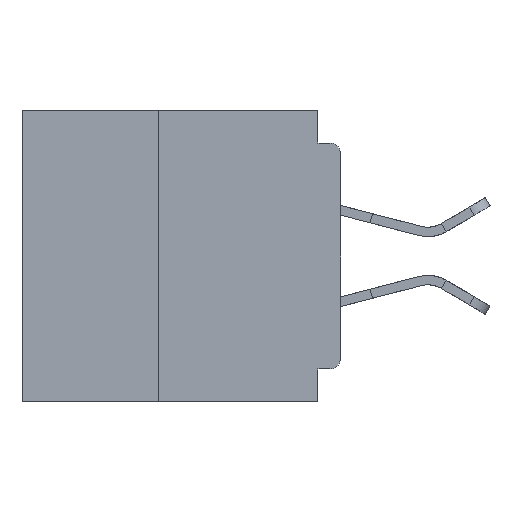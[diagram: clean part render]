
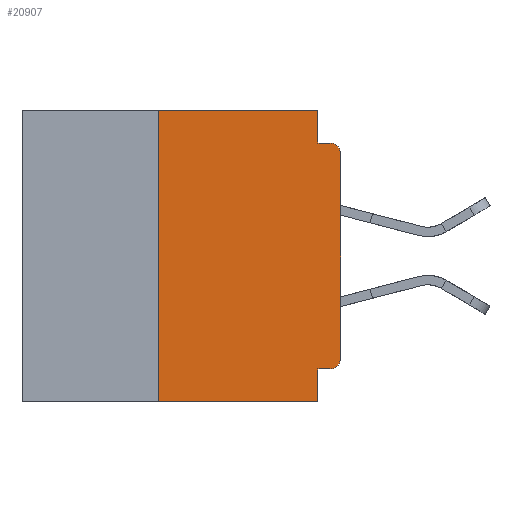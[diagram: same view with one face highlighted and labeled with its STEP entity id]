
A CAD part, left-side view. The second image highlights one B-rep face of the part: STEP entity #20907.
In plain terms, the highlighted planar face has unit normal (-1, 0, 0).
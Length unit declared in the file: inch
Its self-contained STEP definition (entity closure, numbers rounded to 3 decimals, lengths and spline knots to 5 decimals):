
#793 = VECTOR ( 'NONE', #12331, 39.37008 ) ;
#1107 = ORIENTED_EDGE ( 'NONE', *, *, #21883, .T. ) ;
#1290 = EDGE_CURVE ( 'NONE', #29505, #25494, #30910, .T. ) ;
#1759 = LINE ( 'NONE', #15365, #793 ) ;
#2253 = CARTESIAN_POINT ( 'NONE',  ( 0., 0.015, -0.06 ) ) ;
#2573 = CARTESIAN_POINT ( 'NONE',  ( 0., 0.015, -0.045 ) ) ;
#2858 = LINE ( 'NONE', #18254, #34524 ) ;
#4107 = ORIENTED_EDGE ( 'NONE', *, *, #20543, .F. ) ;
#4749 = EDGE_CURVE ( 'NONE', #19600, #7098, #28278, .T. ) ;
#4778 = PLANE ( 'NONE',  #6703 ) ;
#4785 = FACE_OUTER_BOUND ( 'NONE', #37257, .T. ) ;
#5026 = CARTESIAN_POINT ( 'NONE',  ( 0., 0.031, 0. ) ) ;
#5398 = DIRECTION ( 'NONE',  ( 0., 0., -1. ) ) ;
#5583 = EDGE_CURVE ( 'NONE', #18513, #16897, #23467, .T. ) ;
#6114 = CARTESIAN_POINT ( 'NONE',  ( 0., 0.031, -0.355 ) ) ;
#6703 = AXIS2_PLACEMENT_3D ( 'NONE', #13957, #35411, #17036 ) ;
#7051 = DIRECTION ( 'NONE',  ( 0., 1., 0. ) ) ;
#7083 = VECTOR ( 'NONE', #19727, 39.37008 ) ;
#7098 = VERTEX_POINT ( 'NONE', #6114 ) ;
#7209 = VECTOR ( 'NONE', #15867, 39.37008 ) ;
#7440 = CARTESIAN_POINT ( 'NONE',  ( 0., 0., -0.355 ) ) ;
#7598 = ORIENTED_EDGE ( 'NONE', *, *, #1290, .F. ) ;
#7738 = CARTESIAN_POINT ( 'NONE',  ( 0., 0., -0.06 ) ) ;
#9221 = DIRECTION ( 'NONE',  ( 0., 0., -1. ) ) ;
#10476 = LINE ( 'NONE', #28455, #23987 ) ;
#10689 = VECTOR ( 'NONE', #16526, 39.37008 ) ;
#11343 = CIRCLE ( 'NONE', #19936, 0.015 ) ;
#12174 = CARTESIAN_POINT ( 'NONE',  ( 0., 0., -0.34 ) ) ;
#12331 = DIRECTION ( 'NONE',  ( 0., 0., 1. ) ) ;
#13795 = EDGE_CURVE ( 'NONE', #16020, #14143, #10476, .T. ) ;
#13957 = CARTESIAN_POINT ( 'NONE',  ( 0., 0.437, 0. ) ) ;
#14143 = VERTEX_POINT ( 'NONE', #2573 ) ;
#14506 = VECTOR ( 'NONE', #16972, 39.37008 ) ;
#14841 = CARTESIAN_POINT ( 'NONE',  ( 0., 0.015, -0.34 ) ) ;
#14949 = CARTESIAN_POINT ( 'NONE',  ( 0., 0.031, -0.4 ) ) ;
#15365 = CARTESIAN_POINT ( 'NONE',  ( 0., 0., 0. ) ) ;
#15734 = AXIS2_PLACEMENT_3D ( 'NONE', #14841, #36278, #17904 ) ;
#15867 = DIRECTION ( 'NONE',  ( 0., 0., 1. ) ) ;
#15990 = CARTESIAN_POINT ( 'NONE',  ( 0., 0.015, -0.355 ) ) ;
#16020 = VERTEX_POINT ( 'NONE', #36318 ) ;
#16526 = DIRECTION ( 'NONE',  ( 0., 0., -1. ) ) ;
#16897 = VERTEX_POINT ( 'NONE', #14949 ) ;
#16972 = DIRECTION ( 'NONE',  ( 0., -1., 0. ) ) ;
#17036 = DIRECTION ( 'NONE',  ( 0., 0., -1. ) ) ;
#17904 = DIRECTION ( 'NONE',  ( 0., 0., -1. ) ) ;
#18254 = CARTESIAN_POINT ( 'NONE',  ( 0., 0.031, -0.4 ) ) ;
#18513 = VERTEX_POINT ( 'NONE', #23418 ) ;
#18756 = LINE ( 'NONE', #28999, #10689 ) ;
#19486 = CARTESIAN_POINT ( 'NONE',  ( 0., 0.437, 0. ) ) ;
#19600 = VERTEX_POINT ( 'NONE', #15990 ) ;
#19727 = DIRECTION ( 'NONE',  ( 0., -1., 0. ) ) ;
#19936 = AXIS2_PLACEMENT_3D ( 'NONE', #2253, #23832, #5398 ) ;
#20008 = VECTOR ( 'NONE', #7051, 39.37008 ) ;
#20543 = EDGE_CURVE ( 'NONE', #7098, #16897, #2858, .T. ) ;
#20660 = EDGE_CURVE ( 'NONE', #18513, #29505, #22622, .T. ) ;
#20907 = ADVANCED_FACE ( 'NONE', ( #4785 ), #4778, .F. ) ;
#21883 = EDGE_CURVE ( 'NONE', #22388, #32181, #1759, .T. ) ;
#22257 = DIRECTION ( 'NONE',  ( 0., -1., 0. ) ) ;
#22388 = VERTEX_POINT ( 'NONE', #12174 ) ;
#22622 = LINE ( 'NONE', #31235, #7209 ) ;
#22791 = CARTESIAN_POINT ( 'NONE',  ( 0., 0.25, 0. ) ) ;
#23418 = CARTESIAN_POINT ( 'NONE',  ( 0., 0.25, -0.4 ) ) ;
#23467 = LINE ( 'NONE', #28947, #7083 ) ;
#23832 = DIRECTION ( 'NONE',  ( -1., 0., 0. ) ) ;
#23987 = VECTOR ( 'NONE', #22257, 39.37008 ) ;
#25494 = VERTEX_POINT ( 'NONE', #5026 ) ;
#27278 = EDGE_CURVE ( 'NONE', #32181, #14143, #11343, .T. ) ;
#28278 = LINE ( 'NONE', #7440, #20008 ) ;
#28455 = CARTESIAN_POINT ( 'NONE',  ( 0., 0., -0.045 ) ) ;
#28808 = CIRCLE ( 'NONE', #15734, 0.015 ) ;
#28832 = ORIENTED_EDGE ( 'NONE', *, *, #4749, .F. ) ;
#28947 = CARTESIAN_POINT ( 'NONE',  ( 0., 0.437, -0.4 ) ) ;
#28999 = CARTESIAN_POINT ( 'NONE',  ( 0., 0.031, 0. ) ) ;
#29505 = VERTEX_POINT ( 'NONE', #22791 ) ;
#29627 = ORIENTED_EDGE ( 'NONE', *, *, #5583, .T. ) ;
#30910 = LINE ( 'NONE', #19486, #14506 ) ;
#31235 = CARTESIAN_POINT ( 'NONE',  ( 0., 0.25, -0.4 ) ) ;
#31816 = ORIENTED_EDGE ( 'NONE', *, *, #27278, .T. ) ;
#32181 = VERTEX_POINT ( 'NONE', #7738 ) ;
#34090 = ORIENTED_EDGE ( 'NONE', *, *, #35700, .F. ) ;
#34524 = VECTOR ( 'NONE', #9221, 39.37008 ) ;
#35411 = DIRECTION ( 'NONE',  ( 1., 0., 0. ) ) ;
#35700 = EDGE_CURVE ( 'NONE', #25494, #16020, #18756, .T. ) ;
#35998 = ORIENTED_EDGE ( 'NONE', *, *, #20660, .F. ) ;
#36278 = DIRECTION ( 'NONE',  ( -1., 0., 0. ) ) ;
#36318 = CARTESIAN_POINT ( 'NONE',  ( 0., 0.031, -0.045 ) ) ;
#37079 = ORIENTED_EDGE ( 'NONE', *, *, #38691, .T. ) ;
#37257 = EDGE_LOOP ( 'NONE', ( #1107, #31816, #39504, #34090, #7598, #35998, #29627, #4107, #28832, #37079 ) ) ;
#38691 = EDGE_CURVE ( 'NONE', #19600, #22388, #28808, .T. ) ;
#39504 = ORIENTED_EDGE ( 'NONE', *, *, #13795, .F. ) ;
